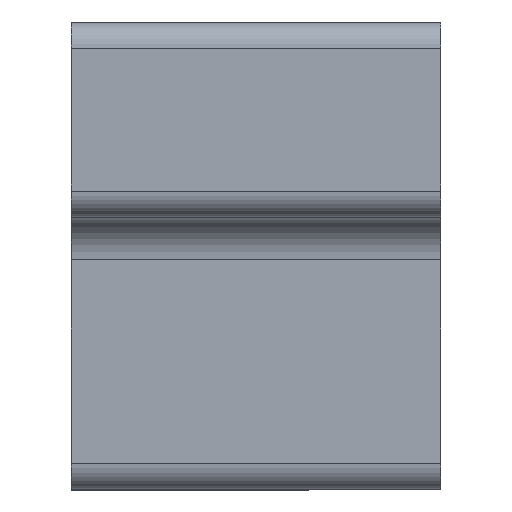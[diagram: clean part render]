
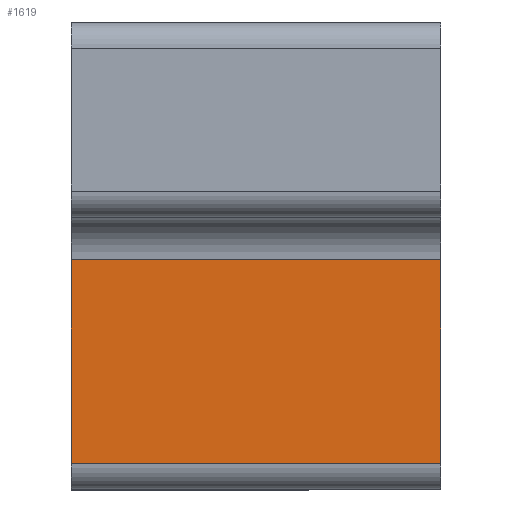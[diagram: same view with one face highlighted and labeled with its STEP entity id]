
A CAD part, front view. The second image highlights one B-rep face of the part: STEP entity #1619.
In plain terms, the highlighted planar face has unit normal (0, -1, 0).
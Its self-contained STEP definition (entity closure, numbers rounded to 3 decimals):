
#1597=AXIS2_PLACEMENT_3D('Plane Axis2P3D',#1594,#1595,#1596) ;
#309=CARTESIAN_POINT('Vertex',(7.,4.,4.36)) ;
#312=CARTESIAN_POINT('Line Origine',(7.,4.,2.43)) ;
#316=CARTESIAN_POINT('Vertex',(7.,4.,0.5)) ;
#1020=CARTESIAN_POINT('Vertex',(0.,4.,0.5)) ;
#1023=CARTESIAN_POINT('Line Origine',(0.,4.,2.43)) ;
#1027=CARTESIAN_POINT('Vertex',(0.,4.,4.36)) ;
#1566=CARTESIAN_POINT('Line Origine',(7.,4.,4.36)) ;
#1570=CARTESIAN_POINT('Vertex',(2.,4.,4.36)) ;
#1573=CARTESIAN_POINT('Line Origine',(7.,4.,4.36)) ;
#1594=CARTESIAN_POINT('Axis2P3D Location',(7.,4.,5.16)) ;
#1599=CARTESIAN_POINT('Line Origine',(1.,4.,0.5)) ;
#1603=CARTESIAN_POINT('Vertex',(2.,4.,0.5)) ;
#1606=CARTESIAN_POINT('Line Origine',(4.5,4.,0.5)) ;
#313=DIRECTION('Vector Direction',(0.,0.,1.)) ;
#1024=DIRECTION('Vector Direction',(0.,0.,1.)) ;
#1567=DIRECTION('Vector Direction',(-1.,0.,0.)) ;
#1574=DIRECTION('Vector Direction',(-1.,0.,0.)) ;
#1595=DIRECTION('Axis2P3D Direction',(0.,-1.,0.)) ;
#1596=DIRECTION('Axis2P3D XDirection',(0.,0.,-1.)) ;
#1600=DIRECTION('Vector Direction',(-1.,0.,0.)) ;
#1607=DIRECTION('Vector Direction',(-1.,0.,0.)) ;
#314=VECTOR('Line Direction',#313,1.) ;
#1025=VECTOR('Line Direction',#1024,1.) ;
#1568=VECTOR('Line Direction',#1567,1.) ;
#1575=VECTOR('Line Direction',#1574,1.) ;
#1601=VECTOR('Line Direction',#1600,1.) ;
#1608=VECTOR('Line Direction',#1607,1.) ;
#1612=ORIENTED_EDGE('',*,*,#1572,.T.) ;
#1613=ORIENTED_EDGE('',*,*,#1029,.F.) ;
#1614=ORIENTED_EDGE('',*,*,#1605,.F.) ;
#1615=ORIENTED_EDGE('',*,*,#1610,.T.) ;
#1616=ORIENTED_EDGE('',*,*,#318,.F.) ;
#1617=ORIENTED_EDGE('',*,*,#1577,.T.) ;
#1619=ADVANCED_FACE('Koerper.2',(#1618),#1598,.T.) ;
#318=EDGE_CURVE('',#310,#317,#315,.F.) ;
#1029=EDGE_CURVE('',#1021,#1028,#1026,.T.) ;
#1572=EDGE_CURVE('',#1571,#1028,#1569,.T.) ;
#1577=EDGE_CURVE('',#310,#1571,#1576,.T.) ;
#1605=EDGE_CURVE('',#1604,#1021,#1602,.T.) ;
#1610=EDGE_CURVE('',#1604,#317,#1609,.F.) ;
#1611=EDGE_LOOP('',(#1612,#1613,#1614,#1615,#1616,#1617)) ;
#1618=FACE_OUTER_BOUND('',#1611,.T.) ;
#315=LINE('Line',#312,#314) ;
#1026=LINE('Line',#1023,#1025) ;
#1569=LINE('Line',#1566,#1568) ;
#1576=LINE('Line',#1573,#1575) ;
#1602=LINE('Line',#1599,#1601) ;
#1609=LINE('Line',#1606,#1608) ;
#1598=PLANE('',#1597) ;
#310=VERTEX_POINT('',#309) ;
#317=VERTEX_POINT('',#316) ;
#1021=VERTEX_POINT('',#1020) ;
#1028=VERTEX_POINT('',#1027) ;
#1571=VERTEX_POINT('',#1570) ;
#1604=VERTEX_POINT('',#1603) ;
